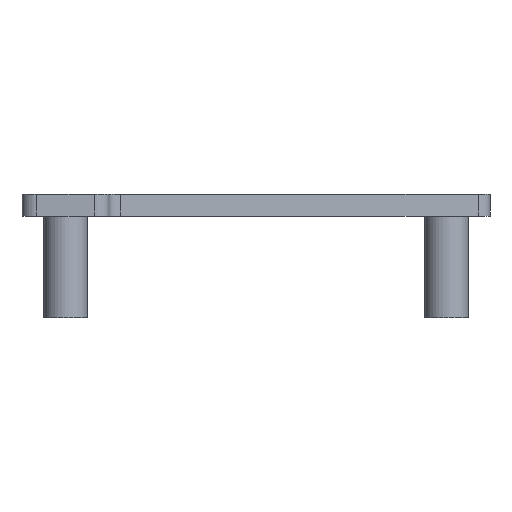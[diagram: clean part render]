
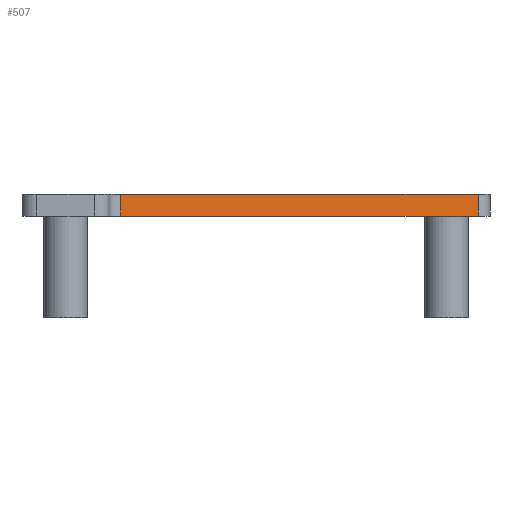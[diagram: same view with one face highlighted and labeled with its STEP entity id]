
A CAD part, front view. The second image highlights one B-rep face of the part: STEP entity #507.
In plain terms, the highlighted planar face has unit normal (0.174, -0.985, 0).
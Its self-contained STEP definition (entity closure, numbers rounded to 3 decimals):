
#103=CARTESIAN_POINT('Vertex',(-5.656,-21.986,3.)) ;
#106=CARTESIAN_POINT('Line Origine',(19.,-17.639,3.)) ;
#110=CARTESIAN_POINT('Vertex',(43.656,-13.291,3.)) ;
#465=CARTESIAN_POINT('Line Origine',(-5.656,-21.986,1.5)) ;
#469=CARTESIAN_POINT('Vertex',(-5.656,-21.986,0.)) ;
#484=CARTESIAN_POINT('Axis2P3D Location',(45.309,-13.,0.)) ;
#489=CARTESIAN_POINT('Line Origine',(43.656,-13.291,1.5)) ;
#493=CARTESIAN_POINT('Vertex',(43.656,-13.291,0.)) ;
#496=CARTESIAN_POINT('Line Origine',(19.,-17.639,0.)) ;
#108=VECTOR('Line Direction',#107,1.) ;
#467=VECTOR('Line Direction',#466,1.) ;
#491=VECTOR('Line Direction',#490,1.) ;
#498=VECTOR('Line Direction',#497,1.) ;
#107=DIRECTION('Vector Direction',(-0.985,-0.174,0.)) ;
#466=DIRECTION('Vector Direction',(0.,0.,1.)) ;
#485=DIRECTION('Axis2P3D Direction',(-0.174,0.985,0.)) ;
#486=DIRECTION('Axis2P3D XDirection',(-0.985,-0.174,0.)) ;
#490=DIRECTION('Vector Direction',(0.,0.,1.)) ;
#497=DIRECTION('Vector Direction',(-0.985,-0.174,0.)) ;
#487=AXIS2_PLACEMENT_3D('Plane Axis2P3D',#484,#485,#486) ;
#109=LINE('Line',#106,#108) ;
#468=LINE('Line',#465,#467) ;
#492=LINE('Line',#489,#491) ;
#499=LINE('Line',#496,#498) ;
#488=PLANE('',#487) ;
#112=EDGE_CURVE('',#104,#111,#109,.F.) ;
#471=EDGE_CURVE('',#104,#470,#468,.F.) ;
#495=EDGE_CURVE('',#494,#111,#492,.T.) ;
#500=EDGE_CURVE('',#470,#494,#499,.F.) ;
#502=ORIENTED_EDGE('',*,*,#495,.T.) ;
#503=ORIENTED_EDGE('',*,*,#112,.F.) ;
#504=ORIENTED_EDGE('',*,*,#471,.T.) ;
#505=ORIENTED_EDGE('',*,*,#500,.T.) ;
#501=EDGE_LOOP('',(#502,#503,#504,#505)) ;
#104=VERTEX_POINT('',#103) ;
#111=VERTEX_POINT('',#110) ;
#470=VERTEX_POINT('',#469) ;
#494=VERTEX_POINT('',#493) ;
#507=ADVANCED_FACE('PartBody',(#506),#488,.F.) ;
#506=FACE_OUTER_BOUND('',#501,.T.) ;
